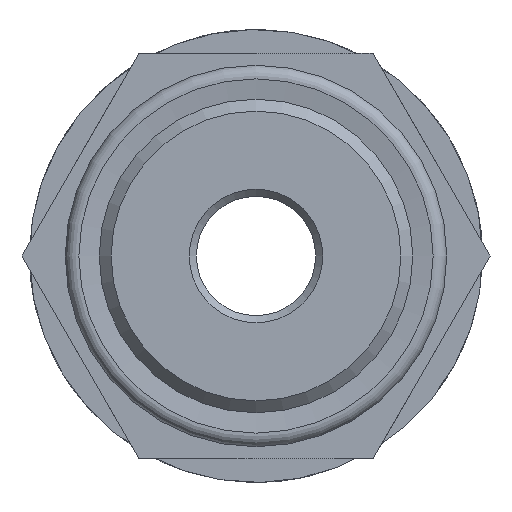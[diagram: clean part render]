
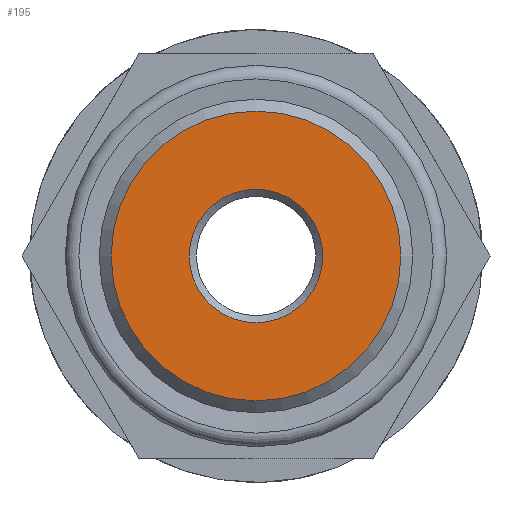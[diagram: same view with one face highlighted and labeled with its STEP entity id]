
A CAD part, front view. The second image highlights one B-rep face of the part: STEP entity #195.
In plain terms, the highlighted planar face has unit normal (0, -1, 0).
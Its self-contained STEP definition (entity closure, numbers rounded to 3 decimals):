
#123=CARTESIAN_POINT('',(2.8,-38.796,0.));
#124=VERTEX_POINT('',#123);
#125=CARTESIAN_POINT('',(0.,-38.796,0.));
#126=DIRECTION('',(0.0,-1.0,0.0));
#127=DIRECTION('',(-1.0,0.0,0.0));
#128=AXIS2_PLACEMENT_3D('',#125,#126,#127);
#129=CIRCLE('',#128,2.8);
#130=EDGE_CURVE('',#124,#124,#129,.T.);
#176=CARTESIAN_POINT('',(0.,-38.796,0.));
#177=DIRECTION('',(0.0,1.0,0.0));
#178=DIRECTION('',(0.0,0.0,1.0));
#179=AXIS2_PLACEMENT_3D('',#176,#177,#178);
#180=PLANE('',#179);
#181=CARTESIAN_POINT('',(6.075,-38.796,0.));
#182=VERTEX_POINT('',#181);
#183=CARTESIAN_POINT('',(0.,-38.796,0.));
#184=DIRECTION('',(0.0,1.0,0.0));
#185=DIRECTION('',(-1.0,0.0,0.0));
#186=AXIS2_PLACEMENT_3D('',#183,#184,#185);
#187=CIRCLE('',#186,6.075);
#188=EDGE_CURVE('',#182,#182,#187,.T.);
#189=ORIENTED_EDGE('',*,*,#188,.F.);
#190=EDGE_LOOP('',(#189));
#191=FACE_OUTER_BOUND('',#190,.T.);
#192=ORIENTED_EDGE('',*,*,#130,.F.);
#193=EDGE_LOOP('',(#192));
#194=FACE_BOUND('',#193,.T.);
#195=ADVANCED_FACE('',(#191,#194),#180,.F.);
